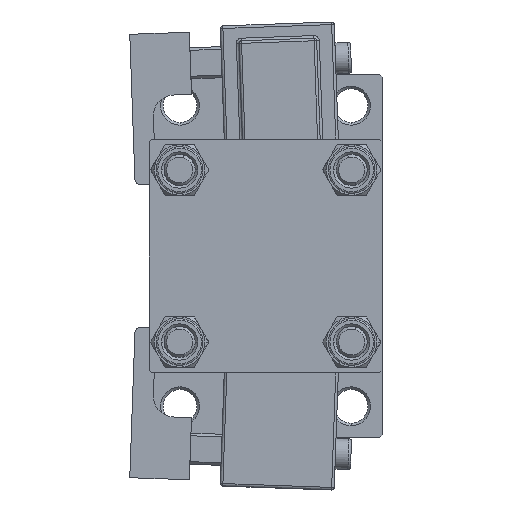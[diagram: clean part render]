
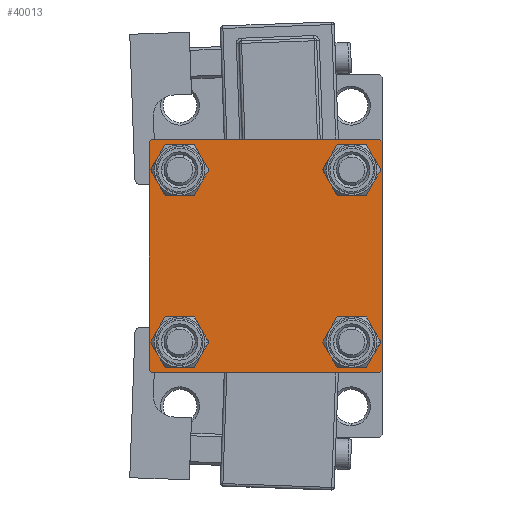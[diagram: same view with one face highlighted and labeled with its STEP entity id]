
A CAD part, left-side view. The second image highlights one B-rep face of the part: STEP entity #40013.
In plain terms, the highlighted planar face has unit normal (-1, 0, 0).
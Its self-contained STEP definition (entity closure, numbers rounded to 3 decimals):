
#1066 = VERTEX_POINT ( 'NONE', #36014 ) ;
#1331 = AXIS2_PLACEMENT_3D ( 'NONE', #27338, #38069, #1343 ) ;
#1343 = DIRECTION ( 'NONE',  ( 0., 0., 1. ) ) ;
#1403 = ORIENTED_EDGE ( 'NONE', *, *, #49390, .T. ) ;
#2180 = VECTOR ( 'NONE', #23844, 1000. ) ;
#2294 = EDGE_CURVE ( 'NONE', #2929, #36541, #25447, .T. ) ;
#2929 = VERTEX_POINT ( 'NONE', #21009 ) ;
#3401 = EDGE_LOOP ( 'NONE', ( #40091, #36123 ) ) ;
#3888 = ORIENTED_EDGE ( 'NONE', *, *, #35172, .T. ) ;
#3901 = AXIS2_PLACEMENT_3D ( 'NONE', #32336, #16892, #5884 ) ;
#5067 = CARTESIAN_POINT ( 'NONE',  ( 0., 22., 22.5 ) ) ;
#5351 = FACE_BOUND ( 'NONE', #29104, .T. ) ;
#5742 = ORIENTED_EDGE ( 'NONE', *, *, #35729, .T. ) ;
#5865 = EDGE_CURVE ( 'NONE', #36541, #2929, #47785, .T. ) ;
#5884 = DIRECTION ( 'NONE',  ( 0., 0., 1. ) ) ;
#6396 = LINE ( 'NONE', #26115, #16511 ) ;
#6655 = DIRECTION ( 'NONE',  ( 1., 0., 0. ) ) ;
#7095 = EDGE_CURVE ( 'NONE', #27534, #8575, #29456, .T. ) ;
#7732 = EDGE_CURVE ( 'NONE', #44684, #8082, #16444, .T. ) ;
#7939 = CARTESIAN_POINT ( 'NONE',  ( 0., -22.5, -22. ) ) ;
#8082 = VERTEX_POINT ( 'NONE', #13380 ) ;
#8508 = ORIENTED_EDGE ( 'NONE', *, *, #7095, .T. ) ;
#8575 = VERTEX_POINT ( 'NONE', #12827 ) ;
#8911 = CARTESIAN_POINT ( 'NONE',  ( 0., 22.5, 22.5 ) ) ;
#9557 = CARTESIAN_POINT ( 'NONE',  ( 0., 22.25, 22.25 ) ) ;
#10966 = DIRECTION ( 'NONE',  ( 1., 0., 0. ) ) ;
#11211 = DIRECTION ( 'NONE',  ( 0., 0., 1. ) ) ;
#11300 = CARTESIAN_POINT ( 'NONE',  ( 0., 16.6, 20.1 ) ) ;
#11632 = EDGE_CURVE ( 'NONE', #45780, #24168, #42130, .T. ) ;
#11807 = AXIS2_PLACEMENT_3D ( 'NONE', #35211, #41708, #19761 ) ;
#11869 = CARTESIAN_POINT ( 'NONE',  ( 0., -22.5, 22.5 ) ) ;
#12583 = VERTEX_POINT ( 'NONE', #31739 ) ;
#12827 = CARTESIAN_POINT ( 'NONE',  ( 0., -16.6, 13.1 ) ) ;
#12864 = FACE_BOUND ( 'NONE', #3401, .T. ) ;
#13095 = DIRECTION ( 'NONE',  ( 0., -0.707, -0.707 ) ) ;
#13102 = EDGE_CURVE ( 'NONE', #8082, #45780, #47305, .T. ) ;
#13203 = CARTESIAN_POINT ( 'NONE',  ( 0., -22., -22.5 ) ) ;
#13380 = CARTESIAN_POINT ( 'NONE',  ( 0., 22.5, -22. ) ) ;
#13422 = EDGE_LOOP ( 'NONE', ( #14488, #1403 ) ) ;
#13707 = DIRECTION ( 'NONE',  ( 1., 0., 0. ) ) ;
#14074 = CARTESIAN_POINT ( 'NONE',  ( 0., 22.25, -22.25 ) ) ;
#14279 = DIRECTION ( 'NONE',  ( 0., 0.707, -0.707 ) ) ;
#14320 = AXIS2_PLACEMENT_3D ( 'NONE', #37839, #6655, #48117 ) ;
#14488 = ORIENTED_EDGE ( 'NONE', *, *, #20817, .T. ) ;
#14600 = LINE ( 'NONE', #19326, #45075 ) ;
#15689 = EDGE_LOOP ( 'NONE', ( #30728, #33476, #23010, #22209, #17904, #26954, #17192, #5742 ) ) ;
#16444 = LINE ( 'NONE', #39378, #31992 ) ;
#16511 = VECTOR ( 'NONE', #48350, 1000. ) ;
#16892 = DIRECTION ( 'NONE',  ( 1., 0., 0. ) ) ;
#16960 = CARTESIAN_POINT ( 'NONE',  ( 0., 16.6, -16.6 ) ) ;
#17192 = ORIENTED_EDGE ( 'NONE', *, *, #24446, .F. ) ;
#17339 = PLANE ( 'NONE',  #37073 ) ;
#17758 = DIRECTION ( 'NONE',  ( 0., -1., 0. ) ) ;
#17813 = EDGE_CURVE ( 'NONE', #27859, #12583, #33089, .T. ) ;
#17904 = ORIENTED_EDGE ( 'NONE', *, *, #25562, .F. ) ;
#18009 = CARTESIAN_POINT ( 'NONE',  ( 0., 22.5, -22.5 ) ) ;
#19326 = CARTESIAN_POINT ( 'NONE',  ( 0., -22.25, -22.25 ) ) ;
#19367 = AXIS2_PLACEMENT_3D ( 'NONE', #44903, #10966, #11211 ) ;
#19761 = DIRECTION ( 'NONE',  ( 0., 0., 1. ) ) ;
#20463 = DIRECTION ( 'NONE',  ( 0., 0., 1. ) ) ;
#20595 = EDGE_CURVE ( 'NONE', #38573, #26745, #6396, .T. ) ;
#20626 = ORIENTED_EDGE ( 'NONE', *, *, #5865, .T. ) ;
#20638 = DIRECTION ( 'NONE',  ( 0., -1., 0. ) ) ;
#20817 = EDGE_CURVE ( 'NONE', #24967, #1066, #37180, .T. ) ;
#21009 = CARTESIAN_POINT ( 'NONE',  ( 0., 16.6, -20.1 ) ) ;
#21792 = VECTOR ( 'NONE', #13095, 1000. ) ;
#21857 = VERTEX_POINT ( 'NONE', #5067 ) ;
#22209 = ORIENTED_EDGE ( 'NONE', *, *, #44137, .T. ) ;
#22802 = EDGE_CURVE ( 'NONE', #12583, #27859, #44466, .T. ) ;
#23010 = ORIENTED_EDGE ( 'NONE', *, *, #11632, .T. ) ;
#23370 = VECTOR ( 'NONE', #17758, 1000. ) ;
#23844 = DIRECTION ( 'NONE',  ( 0., 0., -1. ) ) ;
#24168 = VERTEX_POINT ( 'NONE', #13203 ) ;
#24446 = EDGE_CURVE ( 'NONE', #21857, #26745, #24870, .T. ) ;
#24870 = LINE ( 'NONE', #8911, #38788 ) ;
#24967 = VERTEX_POINT ( 'NONE', #11300 ) ;
#24986 = VECTOR ( 'NONE', #14279, 1000. ) ;
#25072 = DIRECTION ( 'NONE',  ( 0., 0., 1. ) ) ;
#25447 = CIRCLE ( 'NONE', #3901, 3.5 ) ;
#25562 = EDGE_CURVE ( 'NONE', #38573, #32319, #42047, .T. ) ;
#26115 = CARTESIAN_POINT ( 'NONE',  ( 0., -22.25, 22.25 ) ) ;
#26745 = VERTEX_POINT ( 'NONE', #39432 ) ;
#26954 = ORIENTED_EDGE ( 'NONE', *, *, #20595, .T. ) ;
#27338 = CARTESIAN_POINT ( 'NONE',  ( 0., 16.6, 16.6 ) ) ;
#27534 = VERTEX_POINT ( 'NONE', #48744 ) ;
#27859 = VERTEX_POINT ( 'NONE', #49178 ) ;
#28116 = CIRCLE ( 'NONE', #19367, 3.5 ) ;
#28318 = CARTESIAN_POINT ( 'NONE',  ( 0., -16.6, -16.6 ) ) ;
#28814 = FACE_OUTER_BOUND ( 'NONE', #15689, .T. ) ;
#28879 = CARTESIAN_POINT ( 'NONE',  ( 0., 16.6, -13.1 ) ) ;
#29104 = EDGE_LOOP ( 'NONE', ( #20626, #40158 ) ) ;
#29456 = CIRCLE ( 'NONE', #14320, 3.5 ) ;
#29929 = AXIS2_PLACEMENT_3D ( 'NONE', #28318, #47316, #25072 ) ;
#30728 = ORIENTED_EDGE ( 'NONE', *, *, #7732, .T. ) ;
#31739 = CARTESIAN_POINT ( 'NONE',  ( 0., -16.6, -20.1 ) ) ;
#31992 = VECTOR ( 'NONE', #46171, 1000. ) ;
#32319 = VERTEX_POINT ( 'NONE', #7939 ) ;
#32336 = CARTESIAN_POINT ( 'NONE',  ( 0., 16.6, -16.6 ) ) ;
#33089 = CIRCLE ( 'NONE', #29929, 3.5 ) ;
#33476 = ORIENTED_EDGE ( 'NONE', *, *, #13102, .T. ) ;
#34424 = CARTESIAN_POINT ( 'NONE',  ( 0., 22., -22.5 ) ) ;
#35053 = DIRECTION ( 'NONE',  ( 1., 0., 0. ) ) ;
#35172 = EDGE_CURVE ( 'NONE', #8575, #27534, #28116, .T. ) ;
#35211 = CARTESIAN_POINT ( 'NONE',  ( 0., 16.6, 16.6 ) ) ;
#35659 = EDGE_LOOP ( 'NONE', ( #8508, #3888 ) ) ;
#35729 = EDGE_CURVE ( 'NONE', #21857, #44684, #43979, .T. ) ;
#36014 = CARTESIAN_POINT ( 'NONE',  ( 0., 16.6, 13.1 ) ) ;
#36051 = FACE_BOUND ( 'NONE', #13422, .T. ) ;
#36123 = ORIENTED_EDGE ( 'NONE', *, *, #22802, .T. ) ;
#36287 = DIRECTION ( 'NONE',  ( 0., 0., 1. ) ) ;
#36541 = VERTEX_POINT ( 'NONE', #28879 ) ;
#37073 = AXIS2_PLACEMENT_3D ( 'NONE', #39797, #44035, #36287 ) ;
#37127 = CARTESIAN_POINT ( 'NONE',  ( 0., -22.5, 22. ) ) ;
#37180 = CIRCLE ( 'NONE', #1331, 3.5 ) ;
#37839 = CARTESIAN_POINT ( 'NONE',  ( 0., -16.6, 16.6 ) ) ;
#38069 = DIRECTION ( 'NONE',  ( 1., 0., 0. ) ) ;
#38573 = VERTEX_POINT ( 'NONE', #37127 ) ;
#38788 = VECTOR ( 'NONE', #20638, 1000. ) ;
#38994 = AXIS2_PLACEMENT_3D ( 'NONE', #16960, #13707, #20463 ) ;
#39378 = CARTESIAN_POINT ( 'NONE',  ( 0., 22.5, 22.5 ) ) ;
#39432 = CARTESIAN_POINT ( 'NONE',  ( 0., -22., 22.5 ) ) ;
#39643 = AXIS2_PLACEMENT_3D ( 'NONE', #43032, #35053, #46800 ) ;
#39797 = CARTESIAN_POINT ( 'NONE',  ( 0., 0., 0. ) ) ;
#40013 = ADVANCED_FACE ( 'NONE', ( #47072, #12864, #5351, #36051, #28814 ), #17339, .T. ) ;
#40091 = ORIENTED_EDGE ( 'NONE', *, *, #17813, .T. ) ;
#40158 = ORIENTED_EDGE ( 'NONE', *, *, #2294, .T. ) ;
#41708 = DIRECTION ( 'NONE',  ( 1., 0., 0. ) ) ;
#42047 = LINE ( 'NONE', #11869, #2180 ) ;
#42130 = LINE ( 'NONE', #18009, #23370 ) ;
#42459 = CARTESIAN_POINT ( 'NONE',  ( 0., 22.5, 22. ) ) ;
#43032 = CARTESIAN_POINT ( 'NONE',  ( 0., -16.6, -16.6 ) ) ;
#43647 = CIRCLE ( 'NONE', #11807, 3.5 ) ;
#43979 = LINE ( 'NONE', #9557, #24986 ) ;
#44035 = DIRECTION ( 'NONE',  ( -1., 0., 0. ) ) ;
#44137 = EDGE_CURVE ( 'NONE', #24168, #32319, #14600, .T. ) ;
#44466 = CIRCLE ( 'NONE', #39643, 3.5 ) ;
#44684 = VERTEX_POINT ( 'NONE', #42459 ) ;
#44903 = CARTESIAN_POINT ( 'NONE',  ( 0., -16.6, 16.6 ) ) ;
#45075 = VECTOR ( 'NONE', #45295, 1000. ) ;
#45295 = DIRECTION ( 'NONE',  ( 0., -0.707, 0.707 ) ) ;
#45780 = VERTEX_POINT ( 'NONE', #34424 ) ;
#46171 = DIRECTION ( 'NONE',  ( 0., 0., -1. ) ) ;
#46800 = DIRECTION ( 'NONE',  ( 0., 0., 1. ) ) ;
#47072 = FACE_BOUND ( 'NONE', #35659, .T. ) ;
#47305 = LINE ( 'NONE', #14074, #21792 ) ;
#47316 = DIRECTION ( 'NONE',  ( 1., 0., 0. ) ) ;
#47785 = CIRCLE ( 'NONE', #38994, 3.5 ) ;
#48117 = DIRECTION ( 'NONE',  ( 0., 0., 1. ) ) ;
#48350 = DIRECTION ( 'NONE',  ( 0., 0.707, 0.707 ) ) ;
#48744 = CARTESIAN_POINT ( 'NONE',  ( 0., -16.6, 20.1 ) ) ;
#49178 = CARTESIAN_POINT ( 'NONE',  ( 0., -16.6, -13.1 ) ) ;
#49390 = EDGE_CURVE ( 'NONE', #1066, #24967, #43647, .T. ) ;
